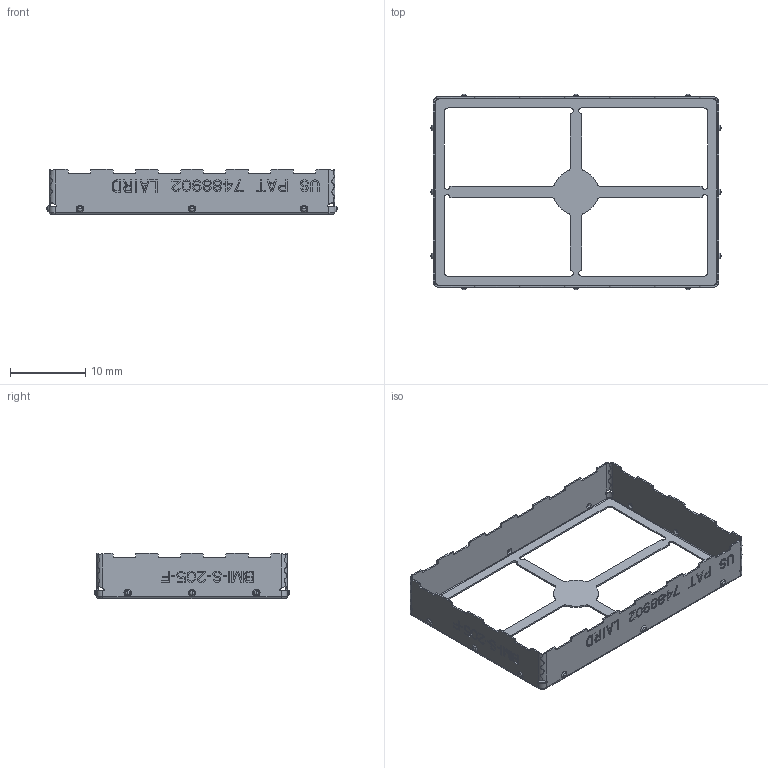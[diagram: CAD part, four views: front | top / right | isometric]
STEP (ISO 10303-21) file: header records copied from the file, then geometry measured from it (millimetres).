
FILE_DESCRIPTION((''),'2;1');
FILE_NAME('BMI-S-205-F','2020-06-25T11:10:27',('Tim.Wrona'),('LAIRD'),'CREO PARAMETRIC BY PTC INC, 2018020','CREO PARAMETRIC BY PTC INC, 2018020','');
FILE_SCHEMA(('AUTOMOTIVE_DESIGN { 1 0 10303 214 1 1 1 1 }'));
Products named in the file (1): BMI-S-205-F
Bounding box: 38.71 x 26.01 x 6 mm (x, y, z)
Volume: 190.5 mm3; surface area: 2021.3 mm2
Topology: 1 solids, 1 shells, 1367 faces, 3885 edges, 2575 vertices
Faces by surface type: plane 919, cylinder 188, bspline 140, cone 48, sphere 48, extrusion 16, torus 8
Entity records: 59702 total; most frequent: CARTESIAN_POINT 14952, ORIENTED_EDGE 7770, DIRECTION 6455, EDGE_CURVE 3885, VECTOR 2978, LINE 2962, VERTEX_POINT 2575, AXIS2_PLACEMENT_3D 1737
